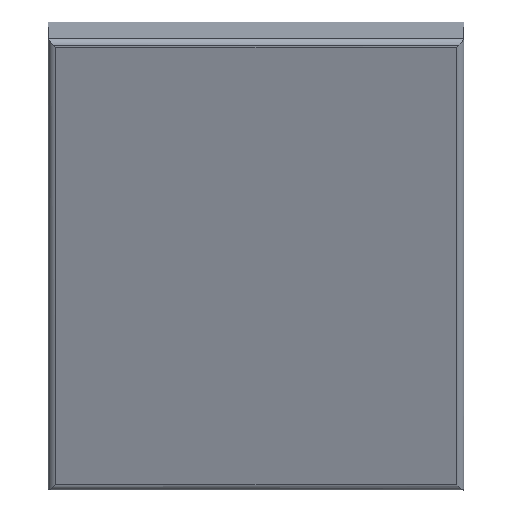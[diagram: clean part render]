
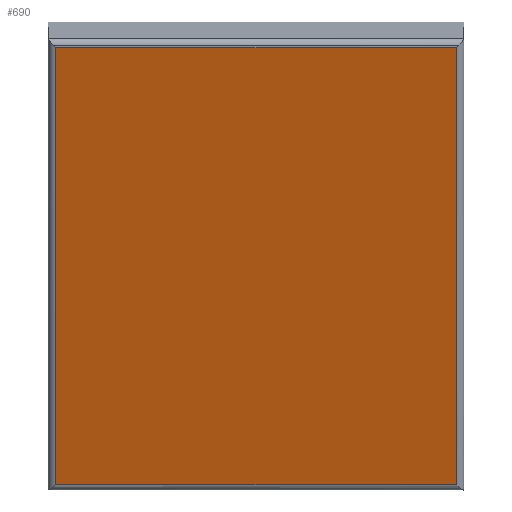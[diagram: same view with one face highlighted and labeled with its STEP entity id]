
A CAD part, top view. The second image highlights one B-rep face of the part: STEP entity #690.
In plain terms, the highlighted planar face has unit normal (0, -0.314, 0.95).
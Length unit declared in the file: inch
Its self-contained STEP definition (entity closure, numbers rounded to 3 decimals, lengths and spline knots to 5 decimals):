
#1 = VERTEX_POINT ( 'NONE', #639 ) ;
#30 = EDGE_LOOP ( 'NONE', ( #714, #441, #94, #393 ) ) ;
#31 = CARTESIAN_POINT ( 'NONE',  ( 22.21956, 2.91798, -8.83508 ) ) ;
#34 = VERTEX_POINT ( 'NONE', #515 ) ;
#40 = VECTOR ( 'NONE', #323, 39.37008 ) ;
#58 = VECTOR ( 'NONE', #575, 39.37008 ) ;
#94 = ORIENTED_EDGE ( 'NONE', *, *, #748, .F. ) ;
#150 = DIRECTION ( 'NONE',  ( 0., -0.95, -0.314 ) ) ;
#156 = FACE_OUTER_BOUND ( 'NONE', #30, .T. ) ;
#200 = LINE ( 'NONE', #539, #40 ) ;
#201 = CARTESIAN_POINT ( 'NONE',  ( 0., 5.33868, -8.03559 ) ) ;
#269 = DIRECTION ( 'NONE',  ( 0., -0.95, -0.314 ) ) ;
#304 = EDGE_CURVE ( 'NONE', #486, #34, #319, .T. ) ;
#319 = LINE ( 'NONE', #31, #740 ) ;
#323 = DIRECTION ( 'NONE',  ( 0., 0.95, 0.314 ) ) ;
#339 = DIRECTION ( 'NONE',  ( 1., 0., 0. ) ) ;
#340 = EDGE_CURVE ( 'NONE', #34, #1, #629, .T. ) ;
#390 = LINE ( 'NONE', #518, #560 ) ;
#393 = ORIENTED_EDGE ( 'NONE', *, *, #340, .F. ) ;
#441 = ORIENTED_EDGE ( 'NONE', *, *, #576, .F. ) ;
#450 = CARTESIAN_POINT ( 'NONE',  ( 15.46956, 12.6977, -5.6051 ) ) ;
#486 = VERTEX_POINT ( 'NONE', #589 ) ;
#515 = CARTESIAN_POINT ( 'NONE',  ( 22.21956, 5.33868, -8.03559 ) ) ;
#518 = CARTESIAN_POINT ( 'NONE',  ( 0., 12.6977, -5.6051 ) ) ;
#539 = CARTESIAN_POINT ( 'NONE',  ( 15.46956, 2.91798, -8.83508 ) ) ;
#559 = AXIS2_PLACEMENT_3D ( 'NONE', #709, #697, #269 ) ;
#560 = VECTOR ( 'NONE', #339, 39.37008 ) ;
#575 = DIRECTION ( 'NONE',  ( -1., 0., 0. ) ) ;
#576 = EDGE_CURVE ( 'NONE', #660, #486, #390, .T. ) ;
#589 = CARTESIAN_POINT ( 'NONE',  ( 22.21956, 12.6977, -5.6051 ) ) ;
#629 = LINE ( 'NONE', #201, #58 ) ;
#639 = CARTESIAN_POINT ( 'NONE',  ( 15.46956, 5.33868, -8.03559 ) ) ;
#660 = VERTEX_POINT ( 'NONE', #450 ) ;
#690 = ADVANCED_FACE ( 'NONE', ( #156 ), #692, .T. ) ;
#692 = PLANE ( 'NONE',  #559 ) ;
#697 = DIRECTION ( 'NONE',  ( 0., -0.314, 0.95 ) ) ;
#709 = CARTESIAN_POINT ( 'NONE',  ( 0., 2.91798, -8.83508 ) ) ;
#714 = ORIENTED_EDGE ( 'NONE', *, *, #304, .F. ) ;
#740 = VECTOR ( 'NONE', #150, 39.37008 ) ;
#748 = EDGE_CURVE ( 'NONE', #1, #660, #200, .T. ) ;
